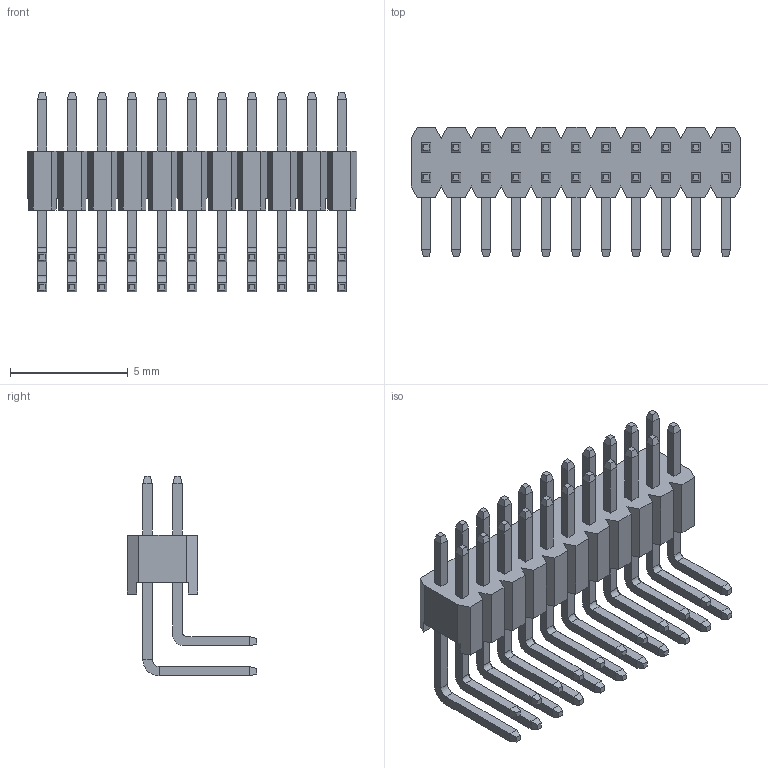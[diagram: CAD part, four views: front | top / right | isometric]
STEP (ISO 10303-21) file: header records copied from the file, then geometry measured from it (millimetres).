
FILE_DESCRIPTION (( 'STEP AP214' ), '1' );
FILE_NAME ('FPH12734-D22B1014051305B-REF.STEP', '2025-07-28T05:49:10', ( '' ), ( '' ), 'SwSTEP 2.0', 'SolidWorks 2021', '' );
FILE_SCHEMA (( 'AUTOMOTIVE_DESIGN' ));
Length unit declared in the file: millimetre
Products named in the file (1): FPH12734-D22B1014051305B-REF
Bounding box: 13.97 x 5.5 x 8.47 mm (x, y, z)
Volume: 115.2 mm3; surface area: 525.5 mm2
Topology: 1 solids, 1 shells, 642 faces, 1524 edges, 928 vertices
Faces by surface type: plane 598, cylinder 44
Entity records: 17878 total; most frequent: CARTESIAN_POINT 3095, ORIENTED_EDGE 3048, DIRECTION 2898, EDGE_CURVE 1524, LINE 1436, VECTOR 1436, VERTEX_POINT 928, AXIS2_PLACEMENT_3D 731
